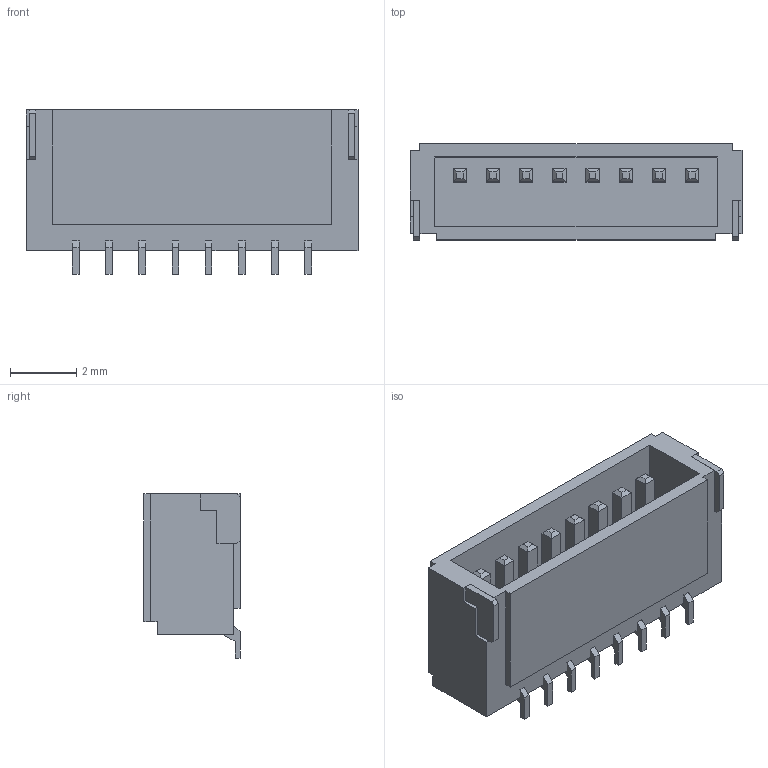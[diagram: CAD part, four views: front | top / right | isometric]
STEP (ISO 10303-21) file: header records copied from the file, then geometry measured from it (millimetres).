
FILE_DESCRIPTION(/* description */ (''),/* implementation_level */ '2;1');
FILE_NAME(/* name */ 'jst8-sh_smd.step',/* time_stamp */ '2015-04-19T22:37:05+02:00',/* author */ ('Korken'),/* organization */ (''),/* preprocessor_version */ 'ST-DEVELOPER v15.6',/* originating_system */ 'Autodesk Inventor 2015',/* authorisation */ '');
FILE_SCHEMA (('AUTOMOTIVE_DESIGN { 1 0 10303 214 3 1 1 }'));
Length unit declared in the file: millimetre
Products named in the file (3): jst4_house; metal; jst4
Assembly tree (2 placements, depth 2):
  jst4
    jst4_house
    metal
Bounding box: 10 x 2.9 x 4.95 mm (x, y, z)
Volume: 60.1 mm3; surface area: 297.1 mm2
Topology: 19 solids, 19 shells, 219 faces, 508 edges, 328 vertices
Faces by surface type: plane 219
Entity records: 6101 total; most frequent: CARTESIAN_POINT 1060, ORIENTED_EDGE 1016, DIRECTION 956, LINE 508, VECTOR 508, EDGE_CURVE 508, VERTEX_POINT 328, AXIS2_PLACEMENT_3D 224
